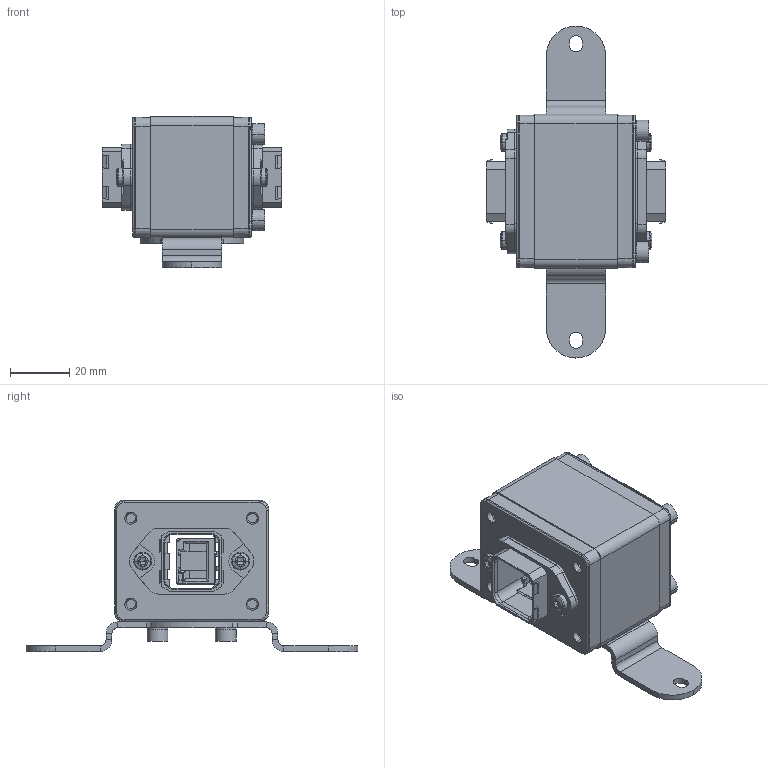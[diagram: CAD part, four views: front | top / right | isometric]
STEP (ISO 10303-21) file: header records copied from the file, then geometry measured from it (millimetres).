
FILE_DESCRIPTION(('CATIA V5 STEP Exchange','CAx-IF Rec.Pracs.--- Model Styling and Organization---1.4--- 2014-01-23'),'2;1');
FILE_NAME ('005446-3_1', '2020-01-27T15:10:54+00:00', ('none'), ('Weidmueller'), 'CATIA Version 5-6 Release 2016 SP3 HF44', 'CATIA V5 STEP AP214', 'none');
FILE_SCHEMA(('AUTOMOTIVE_DESIGN { 1 0 10303 214 1 1 1 1 }'));
Products named in the file (1): 1068870000
Bounding box: 60.4 x 112 x 51 mm (x, y, z)
Volume: 62996.1 mm3; surface area: 48406.7 mm2
Topology: 25 solids, 31 shells, 2235 faces, 5901 edges, 3798 vertices
Faces by surface type: plane 1443, cylinder 478, cone 136, torus 80, extrusion 60, sphere 34, bspline 4
Entity records: 73476 total; most frequent: CARTESIAN_POINT 20115, ORIENTED_EDGE 11778, DIRECTION 9391, EDGE_CURVE 5889, VECTOR 4504, LINE 4444, VERTEX_POINT 3798, AXIS2_PLACEMENT_3D 2963
